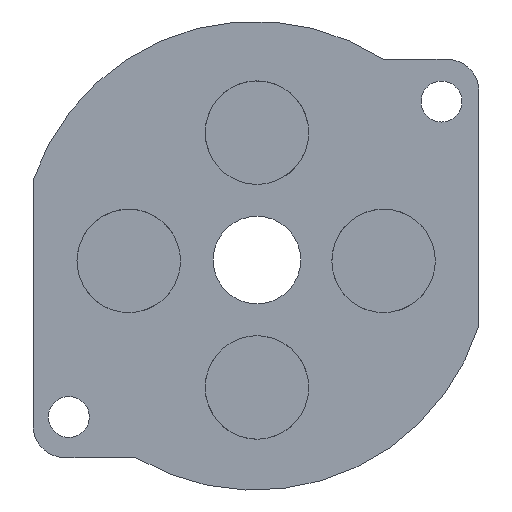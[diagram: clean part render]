
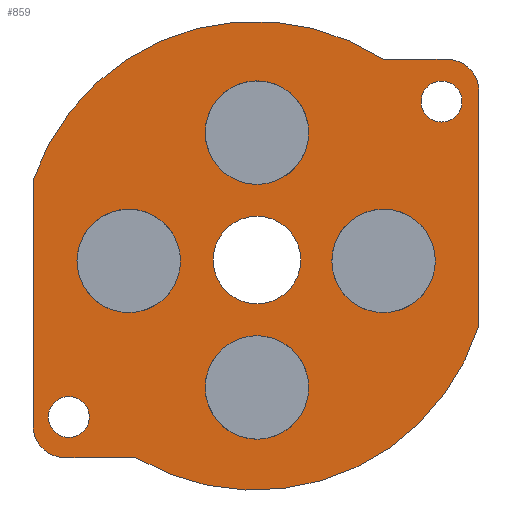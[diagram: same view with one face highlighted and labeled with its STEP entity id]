
A CAD part, front view. The second image highlights one B-rep face of the part: STEP entity #859.
In plain terms, the highlighted planar face has unit normal (0, -1, 0).
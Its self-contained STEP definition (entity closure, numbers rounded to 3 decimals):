
#37=FACE_BOUND('',#137,.T.);
#38=FACE_BOUND('',#138,.T.);
#39=FACE_BOUND('',#139,.T.);
#40=FACE_BOUND('',#140,.T.);
#41=FACE_BOUND('',#141,.T.);
#42=FACE_BOUND('',#142,.T.);
#43=FACE_BOUND('',#143,.T.);
#56=PLANE('',#951);
#85=FACE_OUTER_BOUND('',#136,.T.);
#136=EDGE_LOOP('',(#654,#655,#656,#657,#658,#659,#660,#661));
#137=EDGE_LOOP('',(#662));
#138=EDGE_LOOP('',(#663));
#139=EDGE_LOOP('',(#664));
#140=EDGE_LOOP('',(#665));
#141=EDGE_LOOP('',(#666));
#142=EDGE_LOOP('',(#667));
#143=EDGE_LOOP('',(#668));
#209=LINE('',#1384,#268);
#215=LINE('',#1404,#274);
#216=LINE('',#1408,#275);
#217=LINE('',#1412,#276);
#268=VECTOR('',#1111,10.);
#274=VECTOR('',#1135,10.);
#275=VECTOR('',#1138,10.);
#276=VECTOR('',#1141,10.);
#324=CIRCLE('',#952,2.);
#325=CIRCLE('',#953,14.723);
#326=CIRCLE('',#954,2.);
#327=CIRCLE('',#955,14.723);
#328=CIRCLE('',#956,1.284);
#329=CIRCLE('',#957,1.284);
#330=CIRCLE('',#958,2.75);
#331=CIRCLE('',#959,3.25);
#332=CIRCLE('',#960,3.25);
#333=CIRCLE('',#961,3.25);
#334=CIRCLE('',#962,3.25);
#396=VERTEX_POINT('',#1381);
#397=VERTEX_POINT('',#1383);
#401=VERTEX_POINT('',#1401);
#402=VERTEX_POINT('',#1403);
#403=VERTEX_POINT('',#1405);
#404=VERTEX_POINT('',#1407);
#405=VERTEX_POINT('',#1409);
#406=VERTEX_POINT('',#1411);
#407=VERTEX_POINT('',#1414);
#408=VERTEX_POINT('',#1416);
#409=VERTEX_POINT('',#1418);
#410=VERTEX_POINT('',#1420);
#411=VERTEX_POINT('',#1422);
#412=VERTEX_POINT('',#1424);
#413=VERTEX_POINT('',#1426);
#493=EDGE_CURVE('',#397,#396,#209,.T.);
#502=EDGE_CURVE('',#401,#396,#324,.T.);
#503=EDGE_CURVE('',#401,#402,#215,.T.);
#504=EDGE_CURVE('',#403,#402,#325,.T.);
#505=EDGE_CURVE('',#403,#404,#216,.T.);
#506=EDGE_CURVE('',#405,#404,#326,.T.);
#507=EDGE_CURVE('',#405,#406,#217,.T.);
#508=EDGE_CURVE('',#397,#406,#327,.T.);
#509=EDGE_CURVE('',#407,#407,#328,.T.);
#510=EDGE_CURVE('',#408,#408,#329,.T.);
#511=EDGE_CURVE('',#409,#409,#330,.T.);
#512=EDGE_CURVE('',#410,#410,#331,.T.);
#513=EDGE_CURVE('',#411,#411,#332,.T.);
#514=EDGE_CURVE('',#412,#412,#333,.T.);
#515=EDGE_CURVE('',#413,#413,#334,.T.);
#654=ORIENTED_EDGE('',*,*,#493,.T.);
#655=ORIENTED_EDGE('',*,*,#502,.F.);
#656=ORIENTED_EDGE('',*,*,#503,.T.);
#657=ORIENTED_EDGE('',*,*,#504,.F.);
#658=ORIENTED_EDGE('',*,*,#505,.T.);
#659=ORIENTED_EDGE('',*,*,#506,.F.);
#660=ORIENTED_EDGE('',*,*,#507,.T.);
#661=ORIENTED_EDGE('',*,*,#508,.F.);
#662=ORIENTED_EDGE('',*,*,#509,.T.);
#663=ORIENTED_EDGE('',*,*,#510,.T.);
#664=ORIENTED_EDGE('',*,*,#511,.T.);
#665=ORIENTED_EDGE('',*,*,#512,.T.);
#666=ORIENTED_EDGE('',*,*,#513,.T.);
#667=ORIENTED_EDGE('',*,*,#514,.T.);
#668=ORIENTED_EDGE('',*,*,#515,.T.);
#859=ADVANCED_FACE('',(#85,#37,#38,#39,#40,#41,#42,#43),#56,.F.);
#951=AXIS2_PLACEMENT_3D('',#1400,#1131,#1132);
#952=AXIS2_PLACEMENT_3D('',#1402,#1133,#1134);
#953=AXIS2_PLACEMENT_3D('',#1406,#1136,#1137);
#954=AXIS2_PLACEMENT_3D('',#1410,#1139,#1140);
#955=AXIS2_PLACEMENT_3D('',#1413,#1142,#1143);
#956=AXIS2_PLACEMENT_3D('',#1415,#1144,#1145);
#957=AXIS2_PLACEMENT_3D('',#1417,#1146,#1147);
#958=AXIS2_PLACEMENT_3D('',#1419,#1148,#1149);
#959=AXIS2_PLACEMENT_3D('',#1421,#1150,#1151);
#960=AXIS2_PLACEMENT_3D('',#1423,#1152,#1153);
#961=AXIS2_PLACEMENT_3D('',#1425,#1154,#1155);
#962=AXIS2_PLACEMENT_3D('',#1427,#1156,#1157);
#1111=DIRECTION('',(0.,0.,-1.));
#1131=DIRECTION('center_axis',(0.,1.,0.));
#1132=DIRECTION('ref_axis',(-1.,0.,0.));
#1133=DIRECTION('center_axis',(0.,1.,0.));
#1134=DIRECTION('ref_axis',(0.,0.,-1.));
#1135=DIRECTION('',(1.,0.,0.));
#1136=DIRECTION('center_axis',(0.,1.,0.));
#1137=DIRECTION('ref_axis',(0.955,0.,-0.297));
#1138=DIRECTION('',(0.,0.,1.));
#1139=DIRECTION('center_axis',(0.,1.,0.));
#1140=DIRECTION('ref_axis',(0.,0.,
1.));
#1141=DIRECTION('',(-1.,0.,0.));
#1142=DIRECTION('center_axis',(0.,1.,0.));
#1143=DIRECTION('ref_axis',(-0.947,0.,0.322));
#1144=DIRECTION('center_axis',(0.,1.,0.));
#1145=DIRECTION('ref_axis',(-1.,0.,0.));
#1146=DIRECTION('center_axis',(0.,1.,0.));
#1147=DIRECTION('ref_axis',(-1.,0.,0.));
#1148=DIRECTION('center_axis',(0.,1.,0.));
#1149=DIRECTION('ref_axis',(-1.,0.,0.));
#1150=DIRECTION('center_axis',(0.,1.,0.));
#1151=DIRECTION('ref_axis',(-1.,0.,0.));
#1152=DIRECTION('center_axis',(0.,1.,0.));
#1153=DIRECTION('ref_axis',(-1.,0.,0.));
#1154=DIRECTION('center_axis',(0.,1.,0.));
#1155=DIRECTION('ref_axis',(-1.,0.,0.));
#1156=DIRECTION('center_axis',(0.,1.,0.));
#1157=DIRECTION('ref_axis',(-1.,0.,0.));
#1381=CARTESIAN_POINT('',(-37.941,0.053,9.824));
#1383=CARTESIAN_POINT('',(-37.941,0.053,25.236));
#1384=CARTESIAN_POINT('',(-37.941,0.053,25.236));
#1400=CARTESIAN_POINT('Origin',(-2.288,0.053,25.989));
#1401=CARTESIAN_POINT('',(-35.941,0.053,7.824));
#1402=CARTESIAN_POINT('Origin',(-35.941,0.053,9.824));
#1403=CARTESIAN_POINT('',(-31.489,0.053,7.824));
#1404=CARTESIAN_POINT('',(-35.941,0.053,7.824));
#1405=CARTESIAN_POINT('',(-9.941,0.053,16.128));
#1406=CARTESIAN_POINT('Origin',(-24.,0.053,20.5));
#1407=CARTESIAN_POINT('',(-9.941,0.053,30.824));
#1408=CARTESIAN_POINT('',(-9.941,0.053,16.128));
#1409=CARTESIAN_POINT('',(-11.941,0.053,32.824));
#1410=CARTESIAN_POINT('Origin',(-11.941,0.053,30.824));
#1411=CARTESIAN_POINT('',(-15.943,0.053,32.824));
#1412=CARTESIAN_POINT('',(-11.941,0.053,32.824));
#1413=CARTESIAN_POINT('Origin',(-24.,0.053,20.5));
#1414=CARTESIAN_POINT('',(-34.41,0.053,10.374));
#1415=CARTESIAN_POINT('Origin',(-35.694,0.053,10.374));
#1416=CARTESIAN_POINT('',(-11.009,0.053,30.175));
#1417=CARTESIAN_POINT('Origin',(-12.293,0.053,30.175));
#1418=CARTESIAN_POINT('',(-21.131,0.053,20.227));
#1419=CARTESIAN_POINT('Origin',(-23.881,0.053,20.227));
#1420=CARTESIAN_POINT('',(-20.631,0.053,12.227));
#1421=CARTESIAN_POINT('Origin',(-23.881,0.053,12.227));
#1422=CARTESIAN_POINT('',(-12.68,0.053,20.175));
#1423=CARTESIAN_POINT('Origin',(-15.93,0.053,20.175));
#1424=CARTESIAN_POINT('',(-20.631,0.053,28.227));
#1425=CARTESIAN_POINT('Origin',(-23.881,0.053,28.227));
#1426=CARTESIAN_POINT('',(-28.68,0.053,20.175));
#1427=CARTESIAN_POINT('Origin',(-31.93,0.053,20.175));
